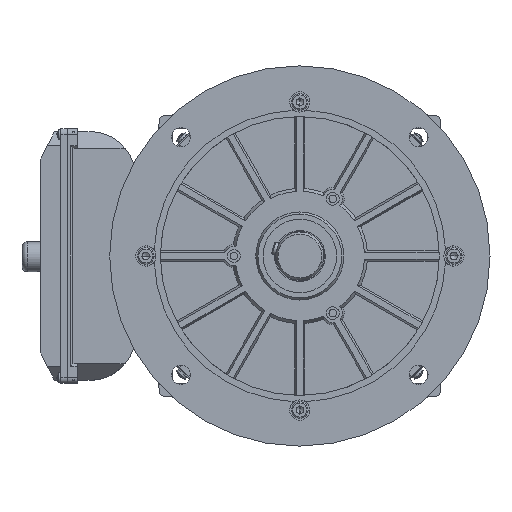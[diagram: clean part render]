
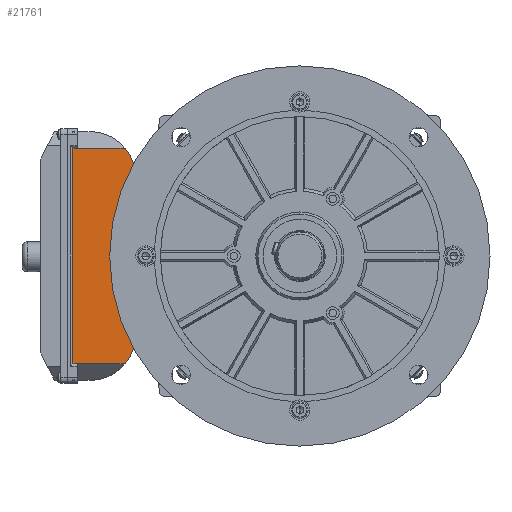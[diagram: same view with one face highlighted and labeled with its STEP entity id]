
A CAD part, left-side view. The second image highlights one B-rep face of the part: STEP entity #21761.
In plain terms, the highlighted face is planar.
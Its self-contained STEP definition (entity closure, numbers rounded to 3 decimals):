
#827 = VERTEX_POINT ( 'NONE', #72404 ) ;
#2005 = AXIS2_PLACEMENT_3D ( 'NONE', #126027, #107431, #88893 ) ;
#3738 = CARTESIAN_POINT ( 'NONE',  ( -44.572, -24.75, 68. ) ) ;
#8596 = CARTESIAN_POINT ( 'NONE',  ( 85.065, -29.25, 68. ) ) ;
#10859 = CARTESIAN_POINT ( 'NONE',  ( -85.065, -45.25, 68. ) ) ;
#14538 = VECTOR ( 'NONE', #171363, 1000. ) ;
#15449 = DIRECTION ( 'NONE',  ( -1., 0., 0. ) ) ;
#21761 = ADVANCED_FACE ( 'NONE', ( #155249 ), #144634, .F. ) ;
#24304 = EDGE_CURVE ( 'NONE', #827, #99850, #29406, .T. ) ;
#25116 = DIRECTION ( 'NONE',  ( 0., 1., 0. ) ) ;
#27187 = LINE ( 'NONE', #8596, #14538 ) ;
#29406 = LINE ( 'NONE', #10859, #48409 ) ;
#33941 = DIRECTION ( 'NONE',  ( 0., 0., -1. ) ) ;
#34415 = DIRECTION ( 'NONE',  ( 1., 0., 0. ) ) ;
#36455 = DIRECTION ( 'NONE',  ( -1., 0., 0. ) ) ;
#38072 = ORIENTED_EDGE ( 'NONE', *, *, #69717, .T. ) ;
#42395 = VECTOR ( 'NONE', #79437, 1000. ) ;
#43657 = CARTESIAN_POINT ( 'NONE',  ( 85.065, -45.25, 68. ) ) ;
#44329 = EDGE_CURVE ( 'NONE', #140231, #144962, #71326, .T. ) ;
#47581 = ORIENTED_EDGE ( 'NONE', *, *, #126229, .F. ) ;
#48409 = VECTOR ( 'NONE', #173613, 1000. ) ;
#52517 = CARTESIAN_POINT ( 'NONE',  ( -62., 6.75, 68. ) ) ;
#52564 = ORIENTED_EDGE ( 'NONE', *, *, #24304, .F. ) ;
#52995 = CARTESIAN_POINT ( 'NONE',  ( -119.5, 20.25, 68. ) ) ;
#55078 = DIRECTION ( 'NONE',  ( 0., 0., -1. ) ) ;
#56050 = CIRCLE ( 'NONE', #67154, 36. ) ;
#60517 = EDGE_CURVE ( 'NONE', #178090, #827, #56050, .T. ) ;
#62185 = LINE ( 'NONE', #43657, #82774 ) ;
#67154 = AXIS2_PLACEMENT_3D ( 'NONE', #52517, #33941, #15449 ) ;
#69717 = EDGE_CURVE ( 'NONE', #168619, #109712, #27187, .T. ) ;
#71326 = CIRCLE ( 'NONE', #91341, 36. ) ;
#71488 = CARTESIAN_POINT ( 'NONE',  ( 44.572, -24.75, 68. ) ) ;
#71556 = LINE ( 'NONE', #52995, #77279 ) ;
#72404 = CARTESIAN_POINT ( 'NONE',  ( -85.065, -20.891, 68. ) ) ;
#77279 = VECTOR ( 'NONE', #34415, 1000. ) ;
#79437 = DIRECTION ( 'NONE',  ( 0., -1., 0. ) ) ;
#82774 = VECTOR ( 'NONE', #25116, 1000. ) ;
#85072 = EDGE_CURVE ( 'NONE', #146372, #109712, #71556, .T. ) ;
#88214 = EDGE_CURVE ( 'NONE', #146372, #99850, #116563, .T. ) ;
#88893 = DIRECTION ( 'NONE',  ( -1., 0., 0. ) ) ;
#91341 = AXIS2_PLACEMENT_3D ( 'NONE', #92149, #55078, #36455 ) ;
#92149 = CARTESIAN_POINT ( 'NONE',  ( 62., 6.75, 68. ) ) ;
#97980 = CARTESIAN_POINT ( 'NONE',  ( -85.065, -29.25, 68. ) ) ;
#99850 = VERTEX_POINT ( 'NONE', #169725 ) ;
#107431 = DIRECTION ( 'NONE',  ( 0., 0., -1. ) ) ;
#107544 = ORIENTED_EDGE ( 'NONE', *, *, #88214, .T. ) ;
#109712 = VERTEX_POINT ( 'NONE', #180921 ) ;
#115809 = CARTESIAN_POINT ( 'NONE',  ( -85.065, 20.25, 68. ) ) ;
#116563 = LINE ( 'NONE', #97980, #42395 ) ;
#126027 = CARTESIAN_POINT ( 'NONE',  ( -119.5, -29.25, 68. ) ) ;
#126229 = EDGE_CURVE ( 'NONE', #144962, #178090, #172540, .T. ) ;
#129928 = VECTOR ( 'NONE', #135328, 1000. ) ;
#135328 = DIRECTION ( 'NONE',  ( -1., 0., 0. ) ) ;
#136999 = CARTESIAN_POINT ( 'NONE',  ( 85.065, 16.75, 68. ) ) ;
#140231 = VERTEX_POINT ( 'NONE', #161217 ) ;
#144634 = PLANE ( 'NONE',  #2005 ) ;
#144664 = ORIENTED_EDGE ( 'NONE', *, *, #60517, .F. ) ;
#144962 = VERTEX_POINT ( 'NONE', #71488 ) ;
#146372 = VERTEX_POINT ( 'NONE', #115809 ) ;
#152674 = EDGE_LOOP ( 'NONE', ( #153991, #38072, #158462, #107544, #52564, #144664, #47581, #174374 ) ) ;
#153945 = CARTESIAN_POINT ( 'NONE',  ( -44.572, -24.75, 68. ) ) ;
#153991 = ORIENTED_EDGE ( 'NONE', *, *, #180348, .T. ) ;
#155249 = FACE_OUTER_BOUND ( 'NONE', #152674, .T. ) ;
#158462 = ORIENTED_EDGE ( 'NONE', *, *, #85072, .F. ) ;
#161217 = CARTESIAN_POINT ( 'NONE',  ( 85.065, -20.891, 68. ) ) ;
#168619 = VERTEX_POINT ( 'NONE', #136999 ) ;
#169725 = CARTESIAN_POINT ( 'NONE',  ( -85.065, 16.75, 68. ) ) ;
#171363 = DIRECTION ( 'NONE',  ( 0., 1., 0. ) ) ;
#172540 = LINE ( 'NONE', #153945, #129928 ) ;
#173613 = DIRECTION ( 'NONE',  ( 0., 1., 0. ) ) ;
#174374 = ORIENTED_EDGE ( 'NONE', *, *, #44329, .F. ) ;
#178090 = VERTEX_POINT ( 'NONE', #3738 ) ;
#180348 = EDGE_CURVE ( 'NONE', #140231, #168619, #62185, .T. ) ;
#180921 = CARTESIAN_POINT ( 'NONE',  ( 85.065, 20.25, 68. ) ) ;
